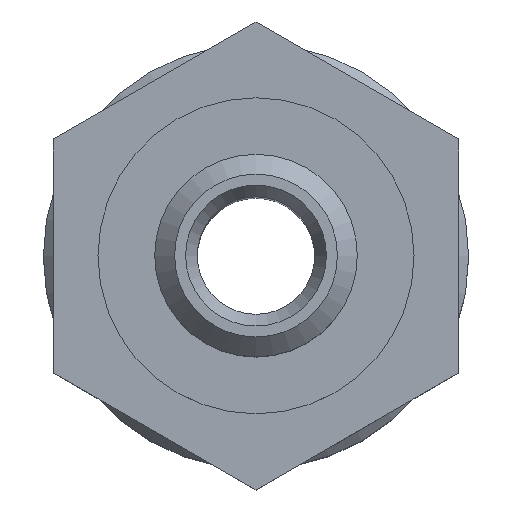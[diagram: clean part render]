
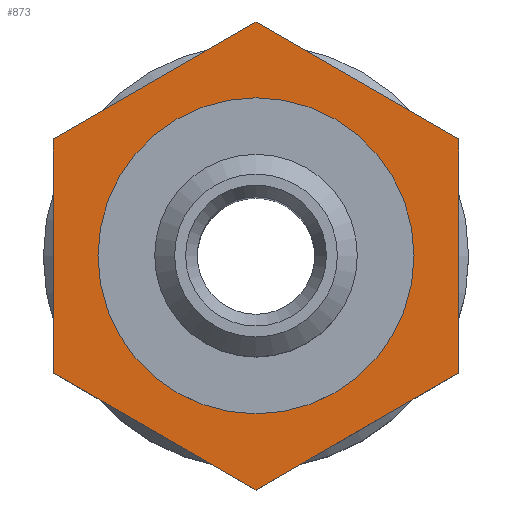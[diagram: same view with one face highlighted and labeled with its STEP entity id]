
A CAD part, top view. The second image highlights one B-rep face of the part: STEP entity #873.
In plain terms, the highlighted planar face has unit normal (0, 0, 1).
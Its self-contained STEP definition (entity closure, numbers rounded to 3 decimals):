
#21=LINE('',#1280,#33);
#23=LINE('',#1284,#35);
#25=LINE('',#1288,#37);
#27=LINE('',#1292,#39);
#29=LINE('',#1296,#41);
#31=LINE('',#1300,#43);
#33=VECTOR('',#1079,1000.);
#35=VECTOR('',#1083,1000.);
#37=VECTOR('',#1087,1000.);
#39=VECTOR('',#1091,1000.);
#41=VECTOR('',#1095,1000.);
#43=VECTOR('',#1099,1000.);
#62=PLANE('',#958);
#109=CIRCLE('',#957,3.5);
#222=ORIENTED_EDGE('',*,*,#276,.T.);
#223=ORIENTED_EDGE('',*,*,#274,.T.);
#224=ORIENTED_EDGE('',*,*,#284,.T.);
#225=ORIENTED_EDGE('',*,*,#282,.T.);
#226=ORIENTED_EDGE('',*,*,#280,.T.);
#227=ORIENTED_EDGE('',*,*,#278,.T.);
#228=ORIENTED_EDGE('',*,*,#292,.T.);
#274=EDGE_CURVE('',#329,#328,#21,.T.);
#276=EDGE_CURVE('',#330,#329,#23,.T.);
#278=EDGE_CURVE('',#331,#330,#25,.T.);
#280=EDGE_CURVE('',#332,#331,#27,.T.);
#282=EDGE_CURVE('',#333,#332,#29,.T.);
#284=EDGE_CURVE('',#328,#333,#31,.T.);
#292=EDGE_CURVE('',#341,#341,#109,.T.);
#328=VERTEX_POINT('',#1279);
#329=VERTEX_POINT('',#1281);
#330=VERTEX_POINT('',#1285);
#331=VERTEX_POINT('',#1289);
#332=VERTEX_POINT('',#1293);
#333=VERTEX_POINT('',#1297);
#341=VERTEX_POINT('',#1323);
#425=EDGE_LOOP('',(#222,#223,#224,#225,#226,#227));
#426=EDGE_LOOP('',(#228));
#501=FACE_BOUND('',#425,.T.);
#502=FACE_BOUND('',#426,.T.);
#873=ADVANCED_FACE('',(#501,#502),#62,.F.);
#957=AXIS2_PLACEMENT_3D('',#1322,#1128,#1129);
#958=AXIS2_PLACEMENT_3D('',#1324,#1130,#1131);
#1079=DIRECTION('',(-0.866,-0.5,0.));
#1083=DIRECTION('',(-0.866,0.5,0.));
#1087=DIRECTION('',(0.,1.,0.));
#1091=DIRECTION('',(0.866,0.5,0.));
#1095=DIRECTION('',(0.866,-0.5,0.));
#1099=DIRECTION('',(0.,-1.,0.));
#1128=DIRECTION('',(0.,0.,-1.));
#1129=DIRECTION('',(-1.,0.,0.));
#1130=DIRECTION('',(0.,0.,-1.));
#1131=DIRECTION('',(-1.,0.,0.));
#1279=CARTESIAN_POINT('',(-5.,2.887,-5.));
#1280=CARTESIAN_POINT('',(0.,5.774,-5.));
#1281=CARTESIAN_POINT('',(0.,5.774,-5.));
#1284=CARTESIAN_POINT('',(5.,2.887,-5.));
#1285=CARTESIAN_POINT('',(5.,2.887,-5.));
#1288=CARTESIAN_POINT('',(5.,-2.887,-5.));
#1289=CARTESIAN_POINT('',(5.,-2.887,-5.));
#1292=CARTESIAN_POINT('',(0.,-5.774,-5.));
#1293=CARTESIAN_POINT('',(0.,-5.774,-5.));
#1296=CARTESIAN_POINT('',(-5.,-2.887,-5.));
#1297=CARTESIAN_POINT('',(-5.,-2.887,-5.));
#1300=CARTESIAN_POINT('',(-5.,2.887,-5.));
#1322=CARTESIAN_POINT('',(0.,0.,-5.));
#1323=CARTESIAN_POINT('',(-3.5,0.,-5.));
#1324=CARTESIAN_POINT('',(0.,3.5,-5.));
